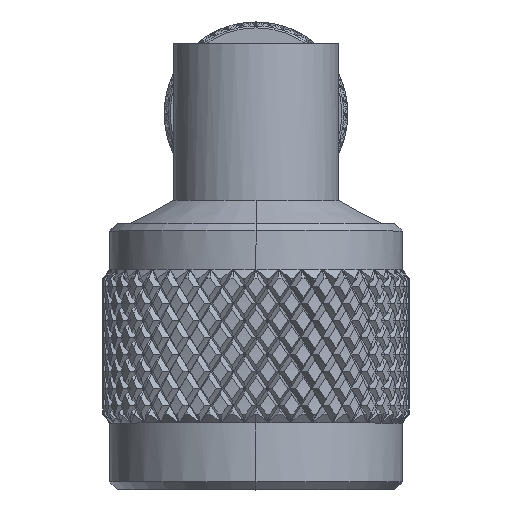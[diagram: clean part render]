
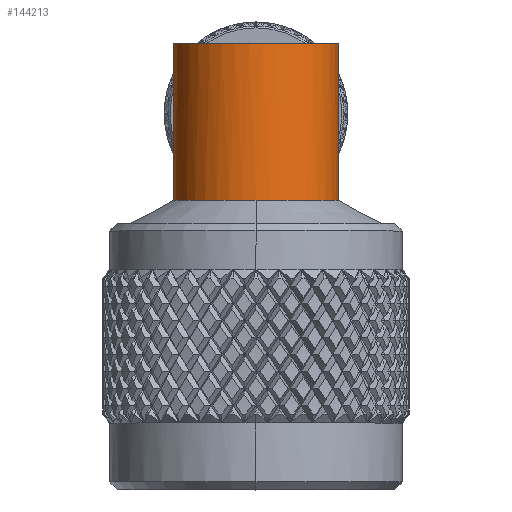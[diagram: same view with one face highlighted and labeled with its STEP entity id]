
A CAD part, top view. The second image highlights one B-rep face of the part: STEP entity #144213.
In plain terms, the highlighted cylindrical face has radius 5.395 mm (diameter 10.79 mm), a partial arc.
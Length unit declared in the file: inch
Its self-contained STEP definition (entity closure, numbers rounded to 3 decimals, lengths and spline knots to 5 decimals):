
#1795 = CARTESIAN_POINT ( 'NONE',  ( 0.05962, -0.13037, 0.16769 ) ) ;
#4107 = CYLINDRICAL_SURFACE ( 'NONE', #113836, 0.21241 ) ;
#4744 = LINE ( 'NONE', #23462, #49092 ) ;
#8582 = ORIENTED_EDGE ( 'NONE', *, *, #110400, .T. ) ;
#9939 = EDGE_CURVE ( 'NONE', #68132, #105378, #31450, .T. ) ;
#10389 = EDGE_LOOP ( 'NONE', ( #112131, #48217, #21847, #46736, #8582 ) ) ;
#20640 = AXIS2_PLACEMENT_3D ( 'NONE', #148271, #64389, #147739 ) ;
#21055 = CIRCLE ( 'NONE', #29602, 0.21241 ) ;
#21847 = ORIENTED_EDGE ( 'NONE', *, *, #48556, .F. ) ;
#23462 = CARTESIAN_POINT ( 'NONE',  ( 0.05962, 0.13037, 0.16769 ) ) ;
#25625 = CARTESIAN_POINT ( 'NONE',  ( 0.05962, 0., -0.21241 ) ) ;
#29602 = AXIS2_PLACEMENT_3D ( 'NONE', #37277, #108671, #50243 ) ;
#31450 = CIRCLE ( 'NONE', #147958, 0.21241 ) ;
#36490 = VERTEX_POINT ( 'NONE', #107513 ) ;
#36888 = EDGE_CURVE ( 'NONE', #75643, #36490, #51070, .T. ) ;
#37277 = CARTESIAN_POINT ( 'NONE',  ( 0.46208, 0., 0. ) ) ;
#41444 = FACE_OUTER_BOUND ( 'NONE', #10389, .T. ) ;
#46736 = ORIENTED_EDGE ( 'NONE', *, *, #9939, .F. ) ;
#48217 = ORIENTED_EDGE ( 'NONE', *, *, #36888, .F. ) ;
#48556 = EDGE_CURVE ( 'NONE', #105378, #75643, #106769, .T. ) ;
#49092 = VECTOR ( 'NONE', #106313, 39.37008 ) ;
#50243 = DIRECTION ( 'NONE',  ( 0., 0., 1. ) ) ;
#51070 = LINE ( 'NONE', #109350, #97325 ) ;
#55987 = CARTESIAN_POINT ( 'NONE',  ( 0.05962, 0.13037, 0.16769 ) ) ;
#62298 = DIRECTION ( 'NONE',  ( 1., 0., 0. ) ) ;
#64389 = DIRECTION ( 'NONE',  ( -1., 0., 0. ) ) ;
#68132 = VERTEX_POINT ( 'NONE', #55987 ) ;
#75643 = VERTEX_POINT ( 'NONE', #1795 ) ;
#81561 = DIRECTION ( 'NONE',  ( 0., 0., 1. ) ) ;
#95326 = EDGE_CURVE ( 'NONE', #135770, #36490, #21055, .T. ) ;
#97325 = VECTOR ( 'NONE', #62298, 39.37008 ) ;
#100876 = CARTESIAN_POINT ( 'NONE',  ( 0.05962, 0., 0. ) ) ;
#105378 = VERTEX_POINT ( 'NONE', #25625 ) ;
#105415 = CARTESIAN_POINT ( 'NONE',  ( -5.70743, 0., 0. ) ) ;
#105915 = DIRECTION ( 'NONE',  ( -1., 0., 0. ) ) ;
#106313 = DIRECTION ( 'NONE',  ( 1., 0., 0. ) ) ;
#106769 = CIRCLE ( 'NONE', #20640, 0.21241 ) ;
#107513 = CARTESIAN_POINT ( 'NONE',  ( 0.46208, -0.13037, 0.16769 ) ) ;
#108671 = DIRECTION ( 'NONE',  ( -1., 0., 0. ) ) ;
#109350 = CARTESIAN_POINT ( 'NONE',  ( 0.05962, -0.13037, 0.16769 ) ) ;
#110400 = EDGE_CURVE ( 'NONE', #68132, #135770, #4744, .T. ) ;
#112131 = ORIENTED_EDGE ( 'NONE', *, *, #95326, .T. ) ;
#113836 = AXIS2_PLACEMENT_3D ( 'NONE', #105415, #105915, #81561 ) ;
#135770 = VERTEX_POINT ( 'NONE', #140715 ) ;
#136634 = DIRECTION ( 'NONE',  ( -1., 0., 0. ) ) ;
#140715 = CARTESIAN_POINT ( 'NONE',  ( 0.46208, 0.13037, 0.16769 ) ) ;
#144213 = ADVANCED_FACE ( 'NONE', ( #41444 ), #4107, .T. ) ;
#147739 = DIRECTION ( 'NONE',  ( 0., 0., 1. ) ) ;
#147958 = AXIS2_PLACEMENT_3D ( 'NONE', #100876, #136634, #148572 ) ;
#148271 = CARTESIAN_POINT ( 'NONE',  ( 0.05962, 0., 0. ) ) ;
#148572 = DIRECTION ( 'NONE',  ( 0., 0., 1. ) ) ;
